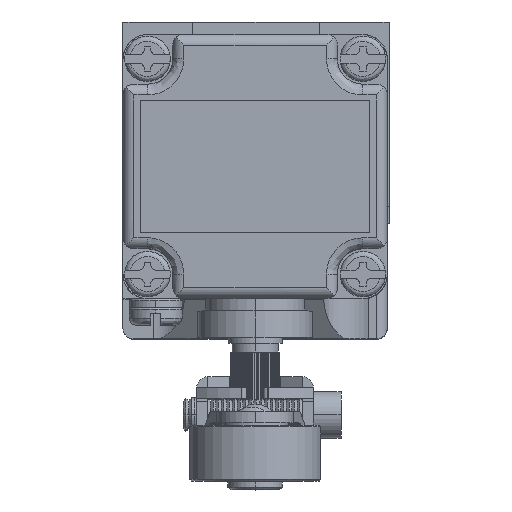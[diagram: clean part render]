
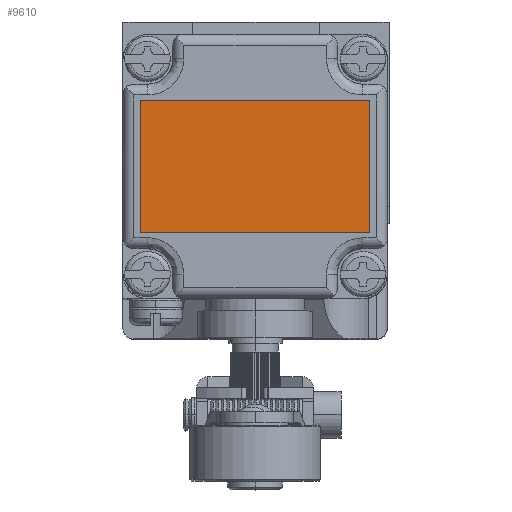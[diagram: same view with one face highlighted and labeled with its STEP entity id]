
A CAD part, top view. The second image highlights one B-rep face of the part: STEP entity #9610.
In plain terms, the highlighted planar face has unit normal (0, 0, 1).
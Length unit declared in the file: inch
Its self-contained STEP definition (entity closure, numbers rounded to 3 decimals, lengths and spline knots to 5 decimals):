
#16403 = EDGE_CURVE ( 'NONE', #17649, #7699, #13996, .T. ) ;
#16908 = ORIENTED_EDGE ( 'NONE', *, *, #16403, .T. ) ;
#539 = CARTESIAN_POINT ( 'NONE',  ( -1.31567, 1.6537, 2.06581 ) ) ;
#17649 = VERTEX_POINT ( 'NONE', #15248 ) ;
#1550 = LINE ( 'NONE', #1551, #1552 ) ;
#1551 = CARTESIAN_POINT ( 'NONE',  ( -1.31567, 0.9037, 2.06581 ) ) ;
#1552 = VECTOR ( 'NONE', #1553, 39.37008 ) ;
#1553 = DIRECTION ( 'NONE',  ( 0., 1., 0. ) ) ;
#17974 = EDGE_CURVE ( 'NONE', #5787, #17649, #15619, .T. ) ;
#18485 = ORIENTED_EDGE ( 'NONE', *, *, #17974, .T. ) ;
#3939 = CARTESIAN_POINT ( 'NONE',  ( -1.31567, 0.9037, 2.06581 ) ) ;
#4322 = CARTESIAN_POINT ( 'NONE',  ( -2.62567, 0.9037, 2.06581 ) ) ;
#4601 = LINE ( 'NONE', #4602, #4603 ) ;
#4602 = CARTESIAN_POINT ( 'NONE',  ( -2.62567, 0.9037, 2.06581 ) ) ;
#4603 = VECTOR ( 'NONE', #4604, 39.37008 ) ;
#4604 = DIRECTION ( 'NONE',  ( 1., 0., 0. ) ) ;
#5787 = VERTEX_POINT ( 'NONE', #539 ) ;
#6114 = EDGE_CURVE ( 'NONE', #7374, #5787, #1550, .T. ) ;
#6392 = FACE_OUTER_BOUND ( 'NONE', #9263, .T. ) ;
#6393 = PLANE ( 'NONE',  #6394 ) ;
#6394 = AXIS2_PLACEMENT_3D ( 'NONE', #6405, #6406, #6407 ) ;
#6405 = CARTESIAN_POINT ( 'NONE',  ( -1.97067, 1.2787, 2.06581 ) ) ;
#6406 = DIRECTION ( 'NONE',  ( 0., 0., -1. ) ) ;
#6407 = DIRECTION ( 'NONE',  ( 0., 1., 0. ) ) ;
#6636 = ORIENTED_EDGE ( 'NONE', *, *, #6114, .T. ) ;
#7374 = VERTEX_POINT ( 'NONE', #3939 ) ;
#7699 = VERTEX_POINT ( 'NONE', #4322 ) ;
#7992 = EDGE_CURVE ( 'NONE', #7699, #7374, #4601, .T. ) ;
#8528 = ORIENTED_EDGE ( 'NONE', *, *, #7992, .T. ) ;
#9263 = EDGE_LOOP ( 'NONE', ( #8528, #6636, #18485, #16908 ) ) ;
#9610 = ADVANCED_FACE ( 'NONE', ( #6392 ), #6393, .F. ) ;
#13996 = LINE ( 'NONE', #13997, #13998 ) ;
#13997 = CARTESIAN_POINT ( 'NONE',  ( -2.62567, 1.6537, 2.06581 ) ) ;
#13998 = VECTOR ( 'NONE', #13999, 39.37008 ) ;
#13999 = DIRECTION ( 'NONE',  ( 0., -1., 0. ) ) ;
#15248 = CARTESIAN_POINT ( 'NONE',  ( -2.62567, 1.6537, 2.06581 ) ) ;
#15619 = LINE ( 'NONE', #15620, #15621 ) ;
#15620 = CARTESIAN_POINT ( 'NONE',  ( -1.31567, 1.6537, 2.06581 ) ) ;
#15621 = VECTOR ( 'NONE', #15622, 39.37008 ) ;
#15622 = DIRECTION ( 'NONE',  ( -1., 0., 0. ) ) ;
